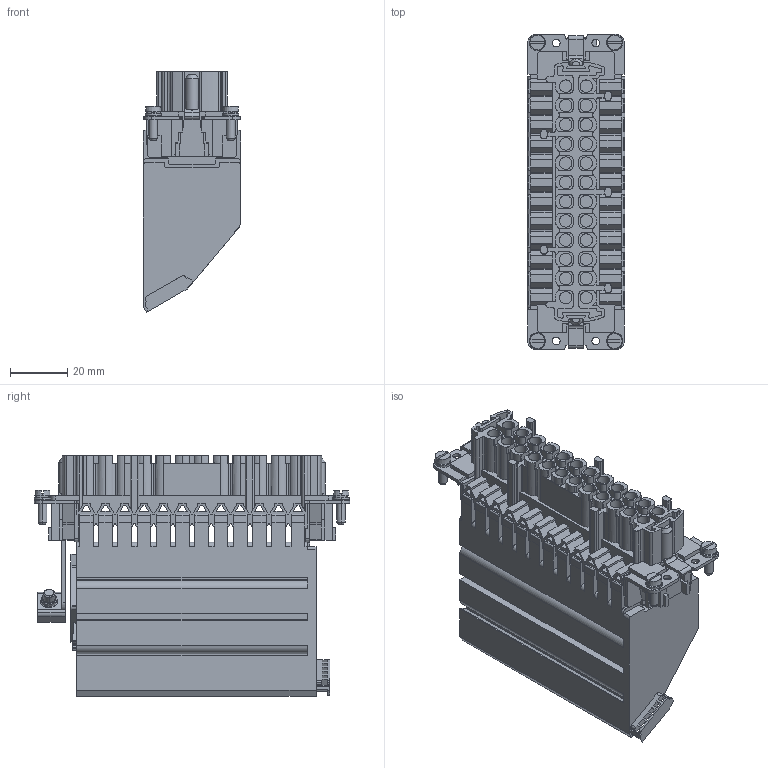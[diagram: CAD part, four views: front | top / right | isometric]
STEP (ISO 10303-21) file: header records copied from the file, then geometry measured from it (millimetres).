
FILE_DESCRIPTION(('CATIA V5 STEP Exchange','CAx-IF Rec.Pracs.--- Model Styling and Organization---1.4--- 2014-01-23'),'2;1');
FILE_NAME ('040140-6_0_1848590000_1848590000.stp','2020-07-03T06:40:51+00:00',('none'),('Weidmueller'),'CATIA Version 5-6 Release 2016 SP3 HF44','CATIA V5 STEP AP214','none');
FILE_SCHEMA(('AUTOMOTIVE_DESIGN { 1 0 10303 214 1 1 1 1 }'));
Length unit declared in the file: millimetre
Products named in the file (1): 1848590000
Bounding box: 34 x 109.83 x 83.8 mm (x, y, z)
Volume: 148655.5 mm3; surface area: 59218 mm2
Topology: 4 solids, 4 shells, 3024 faces, 8824 edges, 5873 vertices
Faces by surface type: plane 2013, cylinder 965, cone 21, bspline 21, extrusion 4
Entity records: 107561 total; most frequent: CARTESIAN_POINT 30243, ORIENTED_EDGE 17648, DIRECTION 13402, EDGE_CURVE 8818, VECTOR 6677, LINE 6673, VERTEX_POINT 5861, AXIS2_PLACEMENT_3D 3819
